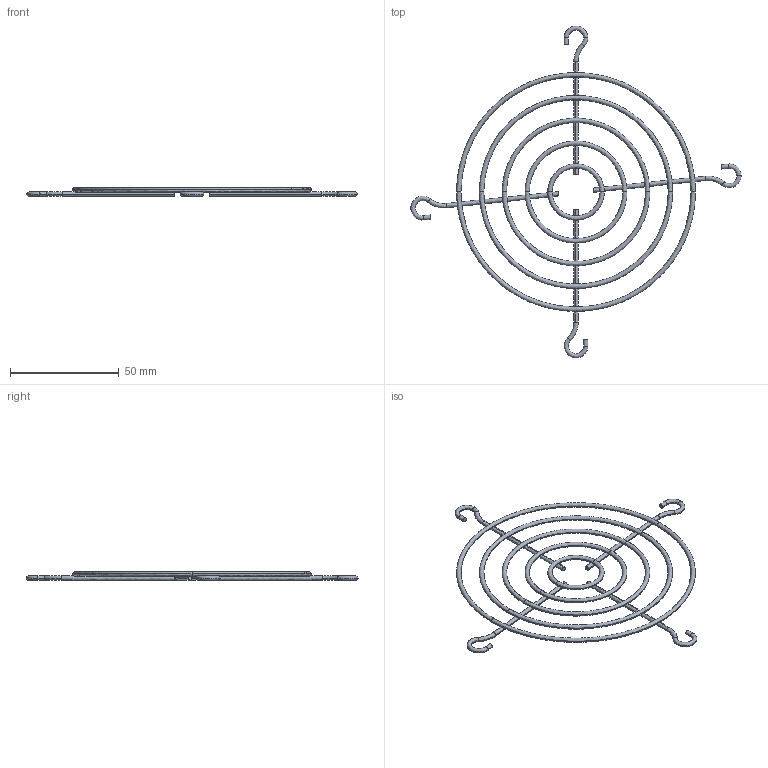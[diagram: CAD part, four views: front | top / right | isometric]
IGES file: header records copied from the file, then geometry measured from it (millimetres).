
Start section: SolidWorks IGES file using analytic representation for surfaces
Global section: file name: 5RE0109_RETE PREMENTE_DIC 100_F761.IGS; native system: SolidWorks 2022; preprocessor: SolidWorks 2022; author: binatti; date: 231026.112202; units: millimetre
Bounding box: 152.22 x 153 x 3.95 mm (x, y, z)
Surface area: 8577 mm2 (no closed solid volume)
Topology: 0 solids, 0 shells, 64 faces, 1208 edges, 1208 vertices
Faces by surface type: bspline 48, revolution 16
